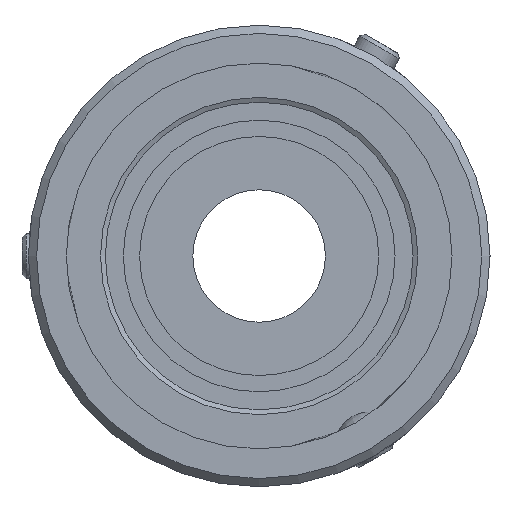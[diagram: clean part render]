
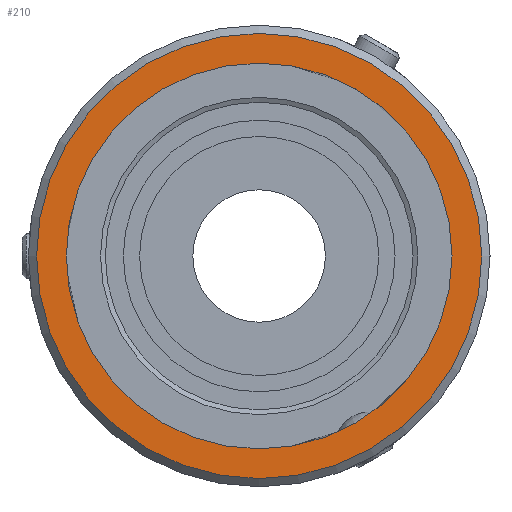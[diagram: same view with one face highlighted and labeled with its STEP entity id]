
A CAD part, left-side view. The second image highlights one B-rep face of the part: STEP entity #210.
In plain terms, the highlighted planar face has unit normal (-1, 0, 0).
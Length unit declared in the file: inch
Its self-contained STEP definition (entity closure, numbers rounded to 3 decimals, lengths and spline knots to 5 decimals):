
#168=CARTESIAN_POINT('',(0.0,0.5425,0.));
#169=VERTEX_POINT('',#168);
#170=CARTESIAN_POINT('',(0.0,0.0,0.0));
#171=DIRECTION('',(1.0,0.0,0.0));
#172=DIRECTION('',(0.0,-1.0,0.0));
#173=AXIS2_PLACEMENT_3D('',#170,#171,#172);
#174=CIRCLE('',#173,0.5425);
#175=EDGE_CURVE('',#169,#169,#174,.T.);
#191=CARTESIAN_POINT('',(0.0,0.51625,0.0));
#192=DIRECTION('',(-1.0,0.0,0.0));
#193=DIRECTION('',(0.0,0.0,1.0));
#194=AXIS2_PLACEMENT_3D('',#191,#192,#193);
#195=PLANE('',#194);
#196=ORIENTED_EDGE('',*,*,#175,.F.);
#197=EDGE_LOOP('',(#196));
#198=FACE_OUTER_BOUND('',#197,.T.);
#199=CARTESIAN_POINT('',(0.0,0.47,0.0));
#200=VERTEX_POINT('',#199);
#201=CARTESIAN_POINT('',(0.0,0.0,0.0));
#202=DIRECTION('',(1.0,0.0,0.0));
#203=DIRECTION('',(0.0,1.0,0.0));
#204=AXIS2_PLACEMENT_3D('',#201,#202,#203);
#205=CIRCLE('',#204,0.47);
#206=EDGE_CURVE('',#200,#200,#205,.T.);
#207=ORIENTED_EDGE('',*,*,#206,.T.);
#208=EDGE_LOOP('',(#207));
#209=FACE_BOUND('',#208,.T.);
#210=ADVANCED_FACE('',(#198,#209),#195,.T.);
